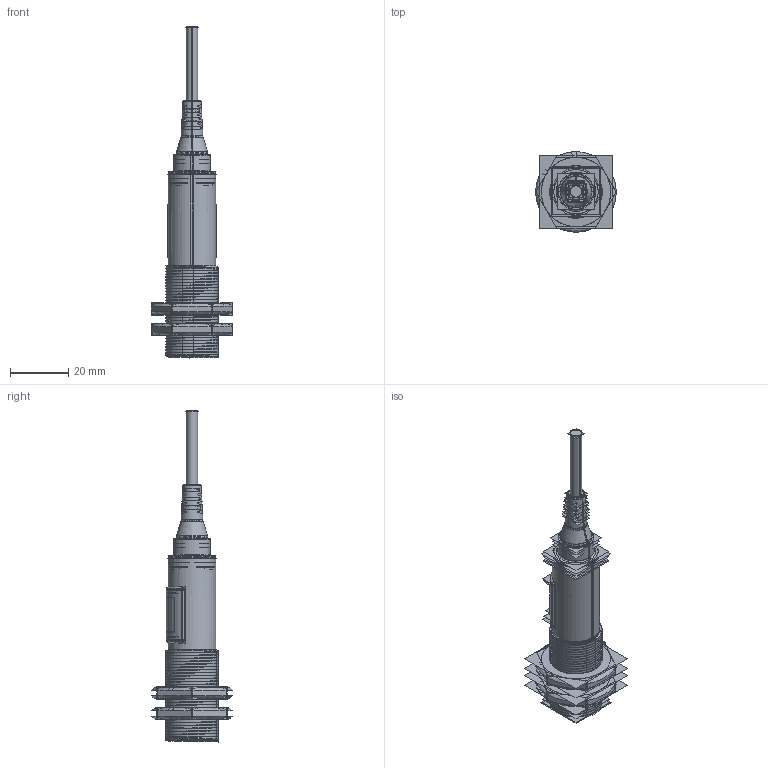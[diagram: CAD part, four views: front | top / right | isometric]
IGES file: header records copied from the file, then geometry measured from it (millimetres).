
Start section:  PTC IGES file: 185172.igs
Global section: file name: 185172.igs; native system: Creo Parametric by Parametric Technology Corporation; preprocessor: 2016010; author: PDMAdmin; organization: Unknown; date: 20160713.132001; units: millimetre
Bounding box: 27.85 x 27.61 x 113.91 mm (x, y, z)
Volume: 8433.4 mm3; surface area: 135775.9 mm2
Topology: 14 solids, 16 shells, 1332 faces, 6720 edges, 8535 vertices
Faces by surface type: revolution 846, bspline 486
